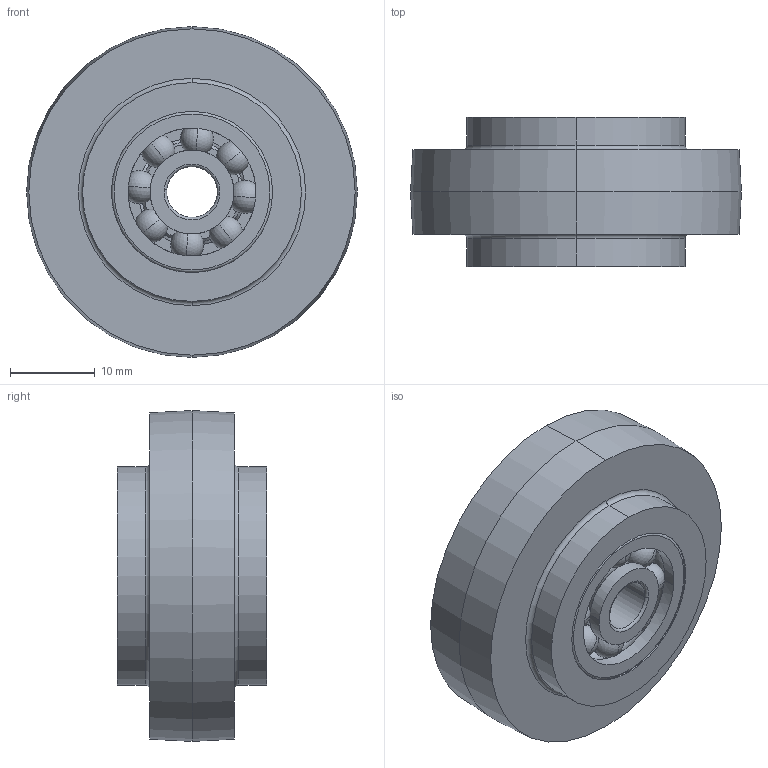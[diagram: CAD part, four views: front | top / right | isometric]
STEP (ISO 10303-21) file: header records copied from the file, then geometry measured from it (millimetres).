
FILE_DESCRIPTION (( 'STEP AP203' ), '1' );
FILE_NAME ('151274.step', '2021-06-03T16:05:24', ( '' ), ( '' ), 'SwSTEP 2.0', 'SolidWorks 2021', '' );
FILE_SCHEMA (( 'CONFIG_CONTROL_DESIGN' ));
Length unit declared in the file: millimetre
Products named in the file (1): 151274
Bounding box: 39 x 17.6 x 39 mm (x, y, z)
Volume: 13785 mm3; surface area: 8389.5 mm2
Topology: 4 solids, 4 shells, 198 faces, 660 edges, 382 vertices
Faces by surface type: torus 68, sphere 64, cylinder 38, plane 16, cone 12
Entity records: 8309 total; most frequent: CARTESIAN_POINT 3321, ORIENTED_EDGE 1128, DIRECTION 964, EDGE_CURVE 564, AXIS2_PLACEMENT_3D 457, VERTEX_POINT 350, CIRCLE 258, B_SPLINE_CURVE_WITH_KNOTS 256
